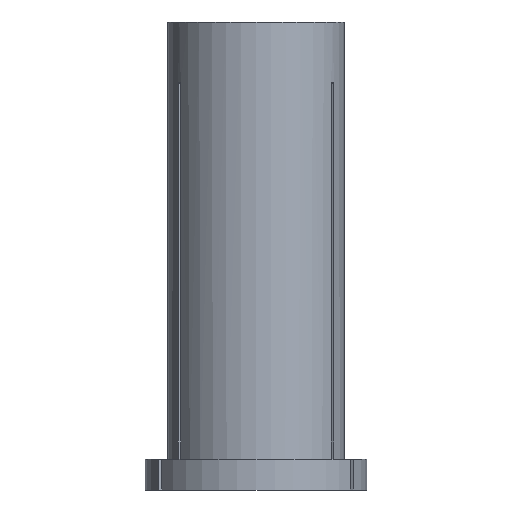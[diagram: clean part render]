
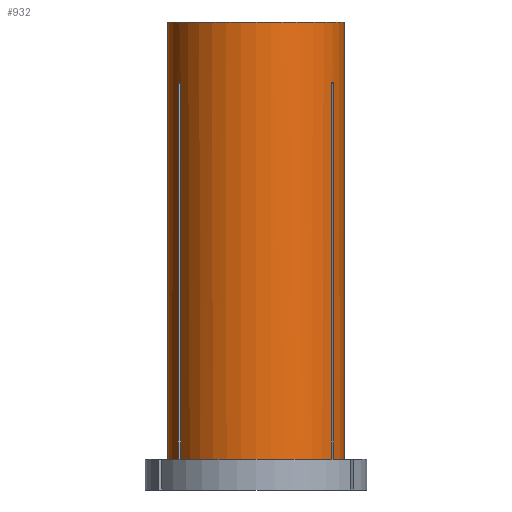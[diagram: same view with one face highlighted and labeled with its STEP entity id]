
A CAD part, front view. The second image highlights one B-rep face of the part: STEP entity #932.
In plain terms, the highlighted cylindrical face has radius 10 mm (diameter 20 mm), a partial arc.
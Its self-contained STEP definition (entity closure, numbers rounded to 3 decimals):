
#5 = DIRECTION ( 'NONE',  ( 1., 0., 0. ) ) ;
#34 = VERTEX_POINT ( 'NONE', #1152 ) ;
#39 = VERTEX_POINT ( 'NONE', #963 ) ;
#55 = AXIS2_PLACEMENT_3D ( 'NONE', #682, #120, #698 ) ;
#71 = CIRCLE ( 'NONE', #877, 10. ) ;
#80 = EDGE_CURVE ( 'NONE', #39, #479, #390, .T. ) ;
#84 = VERTEX_POINT ( 'NONE', #723 ) ;
#88 = ORIENTED_EDGE ( 'NONE', *, *, #1085, .T. ) ;
#103 = CARTESIAN_POINT ( 'NONE',  ( -8.506, -5.258, 0. ) ) ;
#106 = CARTESIAN_POINT ( 'NONE',  ( 8.506, -5.258, -6.812 ) ) ;
#109 = VECTOR ( 'NONE', #209, 1000. ) ;
#113 = DIRECTION ( 'NONE',  ( 1., 0., 0. ) ) ;
#114 = VERTEX_POINT ( 'NONE', #1086 ) ;
#116 = DIRECTION ( 'NONE',  ( 1., 0., 0. ) ) ;
#120 = DIRECTION ( 'NONE',  ( 0., 0., 1. ) ) ;
#125 = FACE_OUTER_BOUND ( 'NONE', #653, .T. ) ;
#133 = VERTEX_POINT ( 'NONE', #959 ) ;
#155 = ORIENTED_EDGE ( 'NONE', *, *, #1230, .F. ) ;
#166 = DIRECTION ( 'NONE',  ( 0., 0., 1. ) ) ;
#182 = CARTESIAN_POINT ( 'NONE',  ( 8.661, -5.001, -6.808 ) ) ;
#207 = CARTESIAN_POINT ( 'NONE',  ( 8.759, -4.826, -6.81 ) ) ;
#209 = DIRECTION ( 'NONE',  ( 0., 0., 1. ) ) ;
#226 = EDGE_CURVE ( 'NONE', #261, #133, #1028, .T. ) ;
#233 = DIRECTION ( 'NONE',  ( 0., 0., 1. ) ) ;
#242 = CARTESIAN_POINT ( 'NONE',  ( 10., 0., -49.4 ) ) ;
#243 = AXIS2_PLACEMENT_3D ( 'NONE', #1167, #1206, #113 ) ;
#255 = VERTEX_POINT ( 'NONE', #409 ) ;
#261 = VERTEX_POINT ( 'NONE', #242 ) ;
#296 = EDGE_CURVE ( 'NONE', #301, #84, #714, .T. ) ;
#299 = ORIENTED_EDGE ( 'NONE', *, *, #1071, .F. ) ;
#301 = VERTEX_POINT ( 'NONE', #106 ) ;
#308 = ORIENTED_EDGE ( 'NONE', *, *, #80, .F. ) ;
#321 = DIRECTION ( 'NONE',  ( 0., 0., 1. ) ) ;
#374 = CARTESIAN_POINT ( 'NONE',  ( 8.506, -5.258, -6.812 ) ) ;
#387 = CIRCLE ( 'NONE', #55, 10. ) ;
#390 = LINE ( 'NONE', #512, #822 ) ;
#407 = CARTESIAN_POINT ( 'NONE',  ( 0., 0., 0. ) ) ;
#409 = CARTESIAN_POINT ( 'NONE',  ( -8.806, -4.738, -6.812 ) ) ;
#420 = EDGE_CURVE ( 'NONE', #1202, #261, #1075, .T. ) ;
#431 = EDGE_CURVE ( 'NONE', #34, #255, #514, .T. ) ;
#443 = DIRECTION ( 'NONE',  ( 0., 0., 1. ) ) ;
#447 = CARTESIAN_POINT ( 'NONE',  ( -8.806, -4.738, -6.812 ) ) ;
#457 = AXIS2_PLACEMENT_3D ( 'NONE', #407, #321, #5 ) ;
#463 = VERTEX_POINT ( 'NONE', #700 ) ;
#478 = DIRECTION ( 'NONE',  ( 0., 0., 1. ) ) ;
#479 = VERTEX_POINT ( 'NONE', #1267 ) ;
#485 = ORIENTED_EDGE ( 'NONE', *, *, #757, .T. ) ;
#496 = VECTOR ( 'NONE', #913, 1000. ) ;
#512 = CARTESIAN_POINT ( 'NONE',  ( -10., 0., 0. ) ) ;
#514 = LINE ( 'NONE', #655, #1020 ) ;
#558 = LINE ( 'NONE', #103, #496 ) ;
#653 = EDGE_LOOP ( 'NONE', ( #308, #1110, #1212, #796, #1295, #88, #485, #980, #299, #825, #898, #155 ) ) ;
#654 = CARTESIAN_POINT ( 'NONE',  ( 8.806, -4.738, -49.4 ) ) ;
#655 = CARTESIAN_POINT ( 'NONE',  ( -8.806, -4.738, 0. ) ) ;
#663 = CARTESIAN_POINT ( 'NONE',  ( -8.506, -5.258, -6.812 ) ) ;
#678 = VERTEX_POINT ( 'NONE', #663 ) ;
#682 = CARTESIAN_POINT ( 'NONE',  ( 0., 0., -49.4 ) ) ;
#698 = DIRECTION ( 'NONE',  ( 1., 0., 0. ) ) ;
#699 = CIRCLE ( 'NONE', #715, 10. ) ;
#700 = CARTESIAN_POINT ( 'NONE',  ( 8.506, -5.258, -49.4 ) ) ;
#714 = B_SPLINE_CURVE_WITH_KNOTS ( 'NONE', 3,
 ( #374, #776, #182, #207, #948 ),
 .UNSPECIFIED., .F., .F.,
 ( 4, 1, 4 ),
 ( 0.065, 0.065, 0.065 ),
 .UNSPECIFIED. ) ;
#715 = AXIS2_PLACEMENT_3D ( 'NONE', #983, #166, #871 ) ;
#723 = CARTESIAN_POINT ( 'NONE',  ( 8.806, -4.738, -6.812 ) ) ;
#735 = CARTESIAN_POINT ( 'NONE',  ( -8.759, -4.826, -6.81 ) ) ;
#743 = CARTESIAN_POINT ( 'NONE',  ( -8.662, -5., -6.808 ) ) ;
#750 = CYLINDRICAL_SURFACE ( 'NONE', #457, 10. ) ;
#757 = EDGE_CURVE ( 'NONE', #463, #301, #1260, .T. ) ;
#776 = CARTESIAN_POINT ( 'NONE',  ( 8.559, -5.173, -6.81 ) ) ;
#786 = VECTOR ( 'NONE', #919, 1000. ) ;
#796 = ORIENTED_EDGE ( 'NONE', *, *, #888, .T. ) ;
#822 = VECTOR ( 'NONE', #443, 1000. ) ;
#825 = ORIENTED_EDGE ( 'NONE', *, *, #420, .T. ) ;
#871 = DIRECTION ( 'NONE',  ( 1., 0., 0. ) ) ;
#877 = AXIS2_PLACEMENT_3D ( 'NONE', #1208, #478, #116 ) ;
#881 = LINE ( 'NONE', #994, #109 ) ;
#888 = EDGE_CURVE ( 'NONE', #255, #678, #909, .T. ) ;
#898 = ORIENTED_EDGE ( 'NONE', *, *, #226, .T. ) ;
#909 = B_SPLINE_CURVE_WITH_KNOTS ( 'NONE', 3,
 ( #447, #735, #743, #1079, #1201 ),
 .UNSPECIFIED., .F., .F.,
 ( 4, 1, 4 ),
 ( 0.059, 0.059, 0.06 ),
 .UNSPECIFIED. ) ;
#913 = DIRECTION ( 'NONE',  ( 0., 0., 1. ) ) ;
#919 = DIRECTION ( 'NONE',  ( 0., 0., 1. ) ) ;
#932 = ADVANCED_FACE ( 'NONE', ( #125 ), #750, .T. ) ;
#948 = CARTESIAN_POINT ( 'NONE',  ( 8.806, -4.738, -6.812 ) ) ;
#959 = CARTESIAN_POINT ( 'NONE',  ( 10., 0., 0. ) ) ;
#963 = CARTESIAN_POINT ( 'NONE',  ( -10., 0., -49.4 ) ) ;
#980 = ORIENTED_EDGE ( 'NONE', *, *, #296, .T. ) ;
#983 = CARTESIAN_POINT ( 'NONE',  ( 0., 0., 0. ) ) ;
#987 = EDGE_CURVE ( 'NONE', #39, #34, #387, .T. ) ;
#994 = CARTESIAN_POINT ( 'NONE',  ( 8.806, -4.738, 0. ) ) ;
#1002 = EDGE_CURVE ( 'NONE', #114, #678, #558, .T. ) ;
#1020 = VECTOR ( 'NONE', #1261, 1000. ) ;
#1028 = LINE ( 'NONE', #1240, #786 ) ;
#1058 = VECTOR ( 'NONE', #233, 1000. ) ;
#1071 = EDGE_CURVE ( 'NONE', #1202, #84, #881, .T. ) ;
#1075 = CIRCLE ( 'NONE', #243, 10. ) ;
#1079 = CARTESIAN_POINT ( 'NONE',  ( -8.559, -5.172, -6.81 ) ) ;
#1085 = EDGE_CURVE ( 'NONE', #114, #463, #71, .T. ) ;
#1086 = CARTESIAN_POINT ( 'NONE',  ( -8.506, -5.258, -49.4 ) ) ;
#1110 = ORIENTED_EDGE ( 'NONE', *, *, #987, .T. ) ;
#1152 = CARTESIAN_POINT ( 'NONE',  ( -8.806, -4.738, -49.4 ) ) ;
#1167 = CARTESIAN_POINT ( 'NONE',  ( 0., 0., -49.4 ) ) ;
#1201 = CARTESIAN_POINT ( 'NONE',  ( -8.506, -5.258, -6.812 ) ) ;
#1202 = VERTEX_POINT ( 'NONE', #654 ) ;
#1206 = DIRECTION ( 'NONE',  ( 0., 0., 1. ) ) ;
#1208 = CARTESIAN_POINT ( 'NONE',  ( 0., 0., -49.4 ) ) ;
#1212 = ORIENTED_EDGE ( 'NONE', *, *, #431, .T. ) ;
#1230 = EDGE_CURVE ( 'NONE', #479, #133, #699, .T. ) ;
#1240 = CARTESIAN_POINT ( 'NONE',  ( 10., 0., 0. ) ) ;
#1243 = CARTESIAN_POINT ( 'NONE',  ( 8.506, -5.258, 0. ) ) ;
#1260 = LINE ( 'NONE', #1243, #1058 ) ;
#1261 = DIRECTION ( 'NONE',  ( 0., 0., 1. ) ) ;
#1267 = CARTESIAN_POINT ( 'NONE',  ( -10., 0., 0. ) ) ;
#1295 = ORIENTED_EDGE ( 'NONE', *, *, #1002, .F. ) ;
